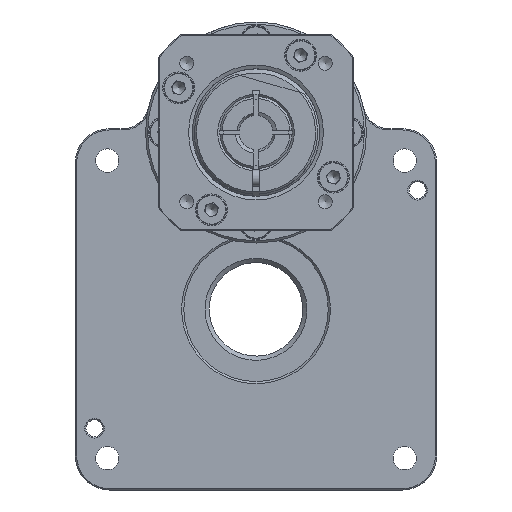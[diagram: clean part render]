
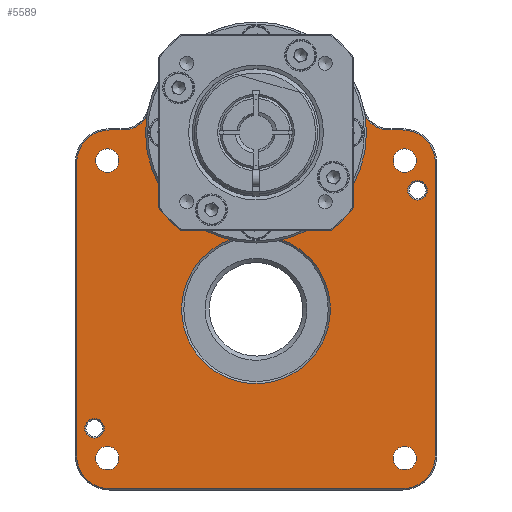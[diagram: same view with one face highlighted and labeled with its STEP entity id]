
A CAD part, front view. The second image highlights one B-rep face of the part: STEP entity #5589.
In plain terms, the highlighted planar face has unit normal (0, -1, 0).
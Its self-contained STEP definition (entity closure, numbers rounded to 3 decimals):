
#2663=CARTESIAN_POINT('',(-5.34,0.,16.665));
#2664=VERTEX_POINT('',#2663);
#2665=CARTESIAN_POINT('',(5.34,0.,16.665));
#2666=VERTEX_POINT('',#2665);
#3791=CARTESIAN_POINT('',(31.247,0.,42.2));
#3792=VERTEX_POINT('',#3791);
#3799=CARTESIAN_POINT('',(34.5,0.,42.2));
#3800=VERTEX_POINT('',#3799);
#3801=CARTESIAN_POINT('',(34.5,0.,42.2));
#3802=DIRECTION('',(-1.0,0.0,0.0));
#3803=VECTOR('',#3802,3.253);
#3804=LINE('',#3801,#3803);
#3805=EDGE_CURVE('',#3800,#3792,#3804,.T.);
#3829=CARTESIAN_POINT('',(42.2,0.,34.5));
#3830=VERTEX_POINT('',#3829);
#3847=CARTESIAN_POINT('',(34.5,0.,34.5));
#3848=DIRECTION('',(0.0,-1.0,0.0));
#3849=DIRECTION('',(0.0,0.0,1.0));
#3850=AXIS2_PLACEMENT_3D('',#3847,#3848,#3849);
#3851=CIRCLE('',#3850,7.7);
#3852=EDGE_CURVE('',#3830,#3800,#3851,.T.);
#3864=CARTESIAN_POINT('',(25.095,0.,47.142));
#3865=VERTEX_POINT('',#3864);
#3872=CARTESIAN_POINT('',(31.247,0.,48.5));
#3873=DIRECTION('',(0.0,1.0,0.0));
#3874=DIRECTION('',(0.0,0.0,1.0));
#3875=AXIS2_PLACEMENT_3D('',#3872,#3873,#3874);
#3876=CIRCLE('',#3875,6.3);
#3877=EDGE_CURVE('',#3792,#3865,#3876,.T.);
#3895=CARTESIAN_POINT('',(42.2,0.,-34.5));
#3896=VERTEX_POINT('',#3895);
#3912=CARTESIAN_POINT('',(42.2,0.,-34.5));
#3913=DIRECTION('',(0.0,0.0,1.0));
#3914=VECTOR('',#3913,69.0);
#3915=LINE('',#3912,#3914);
#3916=EDGE_CURVE('',#3896,#3830,#3915,.T.);
#3928=CARTESIAN_POINT('',(-25.095,0.,47.142));
#3929=VERTEX_POINT('',#3928);
#3936=CARTESIAN_POINT('',(0.0,0.0,41.6));
#3937=DIRECTION('',(0.0,-1.0,0.0));
#3938=DIRECTION('',(0.0,0.0,1.0));
#3939=AXIS2_PLACEMENT_3D('',#3936,#3937,#3938);
#3940=CIRCLE('',#3939,25.7);
#3941=EDGE_CURVE('',#3865,#3929,#3940,.T.);
#3959=CARTESIAN_POINT('',(34.5,0.,-42.2));
#3960=VERTEX_POINT('',#3959);
#3977=CARTESIAN_POINT('',(34.5,0.,-34.5));
#3978=DIRECTION('',(0.0,-1.0,0.0));
#3979=DIRECTION('',(0.0,0.0,1.0));
#3980=AXIS2_PLACEMENT_3D('',#3977,#3978,#3979);
#3981=CIRCLE('',#3980,7.7);
#3982=EDGE_CURVE('',#3960,#3896,#3981,.T.);
#3994=CARTESIAN_POINT('',(-31.247,0.,42.2));
#3995=VERTEX_POINT('',#3994);
#4002=CARTESIAN_POINT('',(-31.247,0.,48.5));
#4003=DIRECTION('',(0.0,1.0,0.0));
#4004=DIRECTION('',(0.0,0.0,1.0));
#4005=AXIS2_PLACEMENT_3D('',#4002,#4003,#4004);
#4006=CIRCLE('',#4005,6.3);
#4007=EDGE_CURVE('',#3929,#3995,#4006,.T.);
#4025=CARTESIAN_POINT('',(-34.5,0.,-42.2));
#4026=VERTEX_POINT('',#4025);
#4042=CARTESIAN_POINT('',(-34.5,0.,-42.2));
#4043=DIRECTION('',(1.0,0.0,0.0));
#4044=VECTOR('',#4043,69.);
#4045=LINE('',#4042,#4044);
#4046=EDGE_CURVE('',#4026,#3960,#4045,.T.);
#4058=CARTESIAN_POINT('',(-34.5,0.,42.2));
#4059=VERTEX_POINT('',#4058);
#4066=CARTESIAN_POINT('',(-31.247,0.,42.2));
#4067=DIRECTION('',(-1.0,0.0,0.0));
#4068=VECTOR('',#4067,3.253);
#4069=LINE('',#4066,#4068);
#4070=EDGE_CURVE('',#3995,#4059,#4069,.T.);
#4087=CARTESIAN_POINT('',(-42.2,0.,-34.5));
#4088=VERTEX_POINT('',#4087);
#4105=CARTESIAN_POINT('',(-34.5,0.,-34.5));
#4106=DIRECTION('',(0.0,-1.0,0.0));
#4107=DIRECTION('',(0.0,0.0,1.0));
#4108=AXIS2_PLACEMENT_3D('',#4105,#4106,#4107);
#4109=CIRCLE('',#4108,7.7);
#4110=EDGE_CURVE('',#4088,#4026,#4109,.T.);
#4122=CARTESIAN_POINT('',(-42.2,0.,34.5));
#4123=VERTEX_POINT('',#4122);
#4130=CARTESIAN_POINT('',(-34.5,0.,34.5));
#4131=DIRECTION('',(0.0,-1.0,0.0));
#4132=DIRECTION('',(0.0,0.0,1.0));
#4133=AXIS2_PLACEMENT_3D('',#4130,#4131,#4132);
#4134=CIRCLE('',#4133,7.7);
#4135=EDGE_CURVE('',#4059,#4123,#4134,.T.);
#4154=CARTESIAN_POINT('',(-42.2,0.,34.5));
#4155=DIRECTION('',(0.0,0.0,-1.0));
#4156=VECTOR('',#4155,69.0);
#4157=LINE('',#4154,#4156);
#4158=EDGE_CURVE('',#4123,#4088,#4157,.T.);
#5488=CARTESIAN_POINT('',(0.0,0.0,0.0));
#5489=DIRECTION('',(0.0,-1.0,0.0));
#5490=DIRECTION('',(0.0,0.0,-1.0));
#5491=AXIS2_PLACEMENT_3D('',#5488,#5489,#5490);
#5492=PLANE('',#5491);
#5493=ORIENTED_EDGE('',*,*,#3852,.T.);
#5494=ORIENTED_EDGE('',*,*,#3805,.T.);
#5495=ORIENTED_EDGE('',*,*,#3877,.T.);
#5496=ORIENTED_EDGE('',*,*,#3941,.T.);
#5497=ORIENTED_EDGE('',*,*,#4007,.T.);
#5498=ORIENTED_EDGE('',*,*,#4070,.T.);
#5499=ORIENTED_EDGE('',*,*,#4135,.T.);
#5500=ORIENTED_EDGE('',*,*,#4158,.T.);
#5501=ORIENTED_EDGE('',*,*,#4110,.T.);
#5502=ORIENTED_EDGE('',*,*,#4046,.T.);
#5503=ORIENTED_EDGE('',*,*,#3982,.T.);
#5504=ORIENTED_EDGE('',*,*,#3916,.T.);
#5505=EDGE_LOOP('',(#5493,#5494,#5495,#5496,#5497,#5498,#5499,#5500,#5501,#5502,#5503,#5504));
#5506=FACE_OUTER_BOUND('',#5505,.T.);
#5507=CARTESIAN_POINT('',(35.,0.,32.25));
#5508=VERTEX_POINT('',#5507);
#5509=CARTESIAN_POINT('',(35.0,0.,35.0));
#5510=DIRECTION('',(0.0,-1.0,0.0));
#5511=DIRECTION('',(0.0,0.0,1.0));
#5512=AXIS2_PLACEMENT_3D('',#5509,#5510,#5511);
#5513=CIRCLE('',#5512,2.75);
#5514=EDGE_CURVE('',#5508,#5508,#5513,.T.);
#5515=ORIENTED_EDGE('',*,*,#5514,.F.);
#5516=EDGE_LOOP('',(#5515));
#5517=FACE_BOUND('',#5516,.T.);
#5518=CARTESIAN_POINT('',(35.,0.,-37.75));
#5519=VERTEX_POINT('',#5518);
#5520=CARTESIAN_POINT('',(35.0,0.,-35.0));
#5521=DIRECTION('',(0.0,-1.0,0.0));
#5522=DIRECTION('',(0.0,0.0,1.0));
#5523=AXIS2_PLACEMENT_3D('',#5520,#5521,#5522);
#5524=CIRCLE('',#5523,2.75);
#5525=EDGE_CURVE('',#5519,#5519,#5524,.T.);
#5526=ORIENTED_EDGE('',*,*,#5525,.F.);
#5527=EDGE_LOOP('',(#5526));
#5528=FACE_BOUND('',#5527,.T.);
#5529=CARTESIAN_POINT('',(-35.,0.,-37.75));
#5530=VERTEX_POINT('',#5529);
#5531=CARTESIAN_POINT('',(-35.0,0.,-35.0));
#5532=DIRECTION('',(0.0,-1.0,0.0));
#5533=DIRECTION('',(0.0,0.0,1.0));
#5534=AXIS2_PLACEMENT_3D('',#5531,#5532,#5533);
#5535=CIRCLE('',#5534,2.75);
#5536=EDGE_CURVE('',#5530,#5530,#5535,.T.);
#5537=ORIENTED_EDGE('',*,*,#5536,.F.);
#5538=EDGE_LOOP('',(#5537));
#5539=FACE_BOUND('',#5538,.T.);
#5540=CARTESIAN_POINT('',(-38.0,0.,-25.7));
#5541=VERTEX_POINT('',#5540);
#5542=CARTESIAN_POINT('',(-38.0,0.,-28.));
#5543=DIRECTION('',(0.0,1.0,0.0));
#5544=DIRECTION('',(0.0,0.0,1.0));
#5545=AXIS2_PLACEMENT_3D('',#5542,#5543,#5544);
#5546=CIRCLE('',#5545,2.3);
#5547=EDGE_CURVE('',#5541,#5541,#5546,.T.);
#5548=ORIENTED_EDGE('',*,*,#5547,.T.);
#5549=EDGE_LOOP('',(#5548));
#5550=FACE_BOUND('',#5549,.T.);
#5551=CARTESIAN_POINT('',(38.0,0.,30.3));
#5552=VERTEX_POINT('',#5551);
#5553=CARTESIAN_POINT('',(38.0,0.,28.));
#5554=DIRECTION('',(0.0,1.0,0.0));
#5555=DIRECTION('',(0.0,0.0,1.0));
#5556=AXIS2_PLACEMENT_3D('',#5553,#5554,#5555);
#5557=CIRCLE('',#5556,2.3);
#5558=EDGE_CURVE('',#5552,#5552,#5557,.T.);
#5559=ORIENTED_EDGE('',*,*,#5558,.T.);
#5560=EDGE_LOOP('',(#5559));
#5561=FACE_BOUND('',#5560,.T.);
#5562=CARTESIAN_POINT('',(-35.,0.,32.25));
#5563=VERTEX_POINT('',#5562);
#5564=CARTESIAN_POINT('',(-35.0,0.,35.0));
#5565=DIRECTION('',(0.0,-1.0,0.0));
#5566=DIRECTION('',(0.0,0.0,1.0));
#5567=AXIS2_PLACEMENT_3D('',#5564,#5565,#5566);
#5568=CIRCLE('',#5567,2.75);
#5569=EDGE_CURVE('',#5563,#5563,#5568,.T.);
#5570=ORIENTED_EDGE('',*,*,#5569,.F.);
#5571=EDGE_LOOP('',(#5570));
#5572=FACE_BOUND('',#5571,.T.);
#5573=CARTESIAN_POINT('',(0.0,0.0,0.0));
#5574=DIRECTION('',(0.0,1.0,0.0));
#5575=DIRECTION('',(0.0,0.0,1.0));
#5576=AXIS2_PLACEMENT_3D('',#5573,#5574,#5575);
#5577=CIRCLE('',#5576,17.5);
#5578=EDGE_CURVE('',#2666,#2664,#5577,.T.);
#5579=ORIENTED_EDGE('',*,*,#5578,.T.);
#5580=CARTESIAN_POINT('',(0.,0.0,41.6));
#5581=DIRECTION('',(0.0,1.0,0.0));
#5582=DIRECTION('',(0.,0.0,-1.));
#5583=AXIS2_PLACEMENT_3D('',#5580,#5581,#5582);
#5584=CIRCLE('',#5583,25.5);
#5585=EDGE_CURVE('',#2664,#2666,#5584,.T.);
#5586=ORIENTED_EDGE('',*,*,#5585,.T.);
#5587=EDGE_LOOP('',(#5579,#5586));
#5588=FACE_BOUND('',#5587,.T.);
#5589=ADVANCED_FACE('',(#5506,#5517,#5528,#5539,#5550,#5561,#5572,#5588),#5492,.T.);
